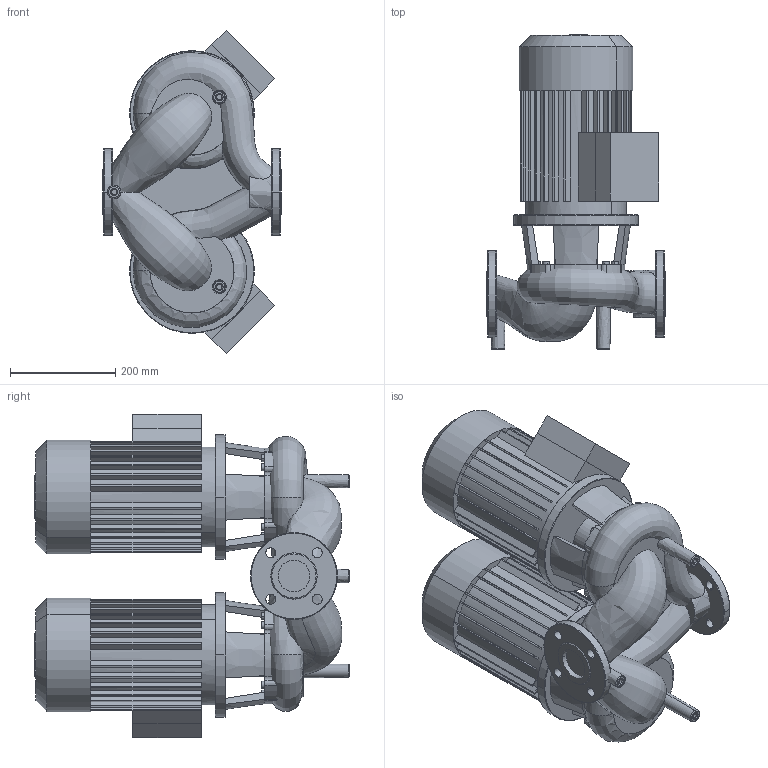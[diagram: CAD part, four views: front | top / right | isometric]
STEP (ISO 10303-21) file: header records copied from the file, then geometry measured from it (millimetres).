
FILE_DESCRIPTION((''),'2;1');
FILE_NAME('3d_DL50_130-3_2-2121024.stp','2016-05-24T12:28:01',(''),(''),'Mechanical Desktop 2009','Mechanical Desktop 2009',', , ');
FILE_SCHEMA(('CONFIG_CONTROL_DESIGN'));
Length unit declared in the file: millimetre
Products named in the file (1): Product
Bounding box: 340 x 597.5 x 614 mm (x, y, z)
Volume: 38496323.7 mm3; surface area: 1971124.8 mm2
Topology: 17 solids, 17 shells, 675 faces, 1830 edges, 1213 vertices
Faces by surface type: bspline 285, plane 220, cylinder 152, cone 14, torus 4
Entity records: 39878 total; most frequent: CARTESIAN_POINT 23403, ORIENTED_EDGE 3652, DIRECTION 3027, EDGE_CURVE 1826, VERTEX_POINT 1211, VECTOR 1023, LINE 1023, AXIS2_PLACEMENT_3D 1002
